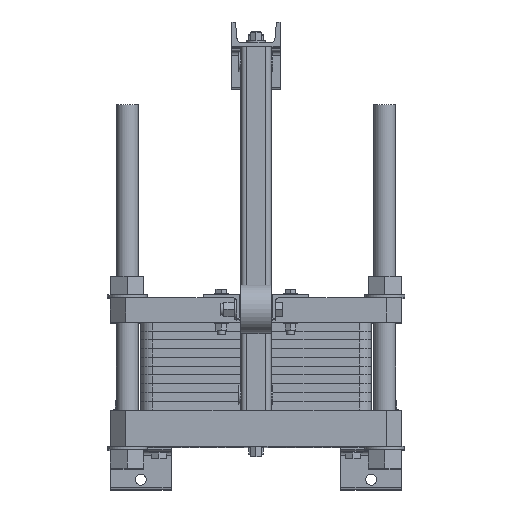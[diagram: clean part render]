
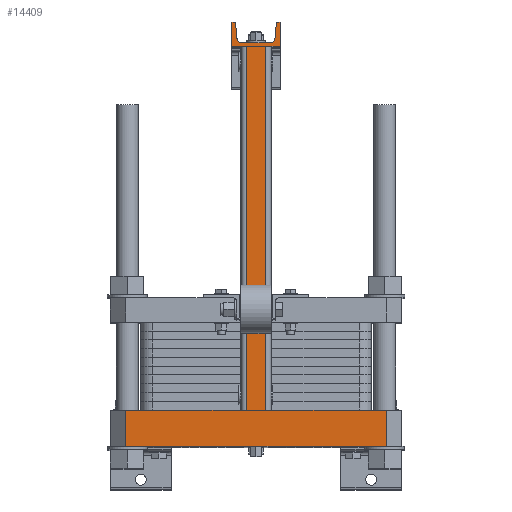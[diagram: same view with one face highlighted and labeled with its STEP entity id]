
A CAD part, top view. The second image highlights one B-rep face of the part: STEP entity #14409.
In plain terms, the highlighted planar face has unit normal (0, 0, 1).
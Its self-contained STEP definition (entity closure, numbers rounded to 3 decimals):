
#1658=FACE_OUTER_BOUND('',#2461,.T.);
#2461=EDGE_LOOP('',(#10640,#10641,#10642,#10643,#10644,#10645,#10646,#10647,
#10648,#10649,#10650,#10651,#10652,#10653,#10654,#10655,#10656,#10657,#10658,
#10659));
#3435=LINE('',#21107,#4977);
#3439=LINE('',#21114,#4981);
#3446=LINE('',#21138,#4988);
#3450=LINE('',#21150,#4992);
#3454=LINE('',#21162,#4996);
#3458=LINE('',#21182,#5000);
#3462=LINE('',#21194,#5004);
#3487=LINE('',#21260,#5029);
#3500=LINE('',#21292,#5042);
#3580=LINE('',#21609,#5122);
#3581=LINE('',#21629,#5123);
#3582=LINE('',#21631,#5124);
#3583=LINE('',#21633,#5125);
#3584=LINE('',#21635,#5126);
#3585=LINE('',#21637,#5127);
#3586=LINE('',#21638,#5128);
#4977=VECTOR('',#16636,10.);
#4981=VECTOR('',#16640,10.);
#4988=VECTOR('',#16657,10.);
#4992=VECTOR('',#16669,10.);
#4996=VECTOR('',#16681,10.);
#5000=VECTOR('',#16701,10.);
#5004=VECTOR('',#16713,10.);
#5029=VECTOR('',#16774,10.);
#5042=VECTOR('',#16811,10.);
#5122=VECTOR('',#17067,10.);
#5123=VECTOR('',#17072,1.);
#5124=VECTOR('',#17073,10.);
#5125=VECTOR('',#17074,10.);
#5126=VECTOR('',#17075,10.);
#5127=VECTOR('',#17076,10.);
#5128=VECTOR('',#17077,10.);
#6521=CIRCLE('',#15129,4.);
#6523=CIRCLE('',#15133,8.);
#6529=CIRCLE('',#15141,8.);
#6531=CIRCLE('',#15145,4.);
#7214=VERTEX_POINT('',#21091);
#7221=VERTEX_POINT('',#21104);
#7222=VERTEX_POINT('',#21106);
#7225=VERTEX_POINT('',#21112);
#7236=VERTEX_POINT('',#21135);
#7237=VERTEX_POINT('',#21137);
#7239=VERTEX_POINT('',#21143);
#7241=VERTEX_POINT('',#21149);
#7243=VERTEX_POINT('',#21155);
#7245=VERTEX_POINT('',#21161);
#7251=VERTEX_POINT('',#21175);
#7253=VERTEX_POINT('',#21181);
#7255=VERTEX_POINT('',#21187);
#7257=VERTEX_POINT('',#21193);
#7372=VERTEX_POINT('',#21608);
#7373=VERTEX_POINT('',#21628);
#7374=VERTEX_POINT('',#21630);
#7375=VERTEX_POINT('',#21632);
#7376=VERTEX_POINT('',#21634);
#7377=VERTEX_POINT('',#21636);
#8470=EDGE_CURVE('',#7222,#7221,#3435,.T.);
#8474=EDGE_CURVE('',#7214,#7225,#3439,.T.);
#8485=EDGE_CURVE('',#7237,#7236,#3446,.T.);
#8488=EDGE_CURVE('',#7239,#7237,#6521,.T.);
#8491=EDGE_CURVE('',#7241,#7239,#3450,.T.);
#8494=EDGE_CURVE('',#7243,#7241,#6523,.T.);
#8497=EDGE_CURVE('',#7245,#7243,#3454,.T.);
#8504=EDGE_CURVE('',#7251,#7245,#6529,.T.);
#8507=EDGE_CURVE('',#7253,#7251,#3458,.T.);
#8510=EDGE_CURVE('',#7255,#7253,#6531,.T.);
#8513=EDGE_CURVE('',#7257,#7255,#3462,.T.);
#8545=EDGE_CURVE('',#7236,#7222,#3487,.T.);
#8561=EDGE_CURVE('',#7225,#7257,#3500,.T.);
#8673=EDGE_CURVE('',#7372,#7214,#3580,.T.);
#8676=EDGE_CURVE('',#7221,#7373,#3581,.T.);
#8677=EDGE_CURVE('',#7373,#7374,#3582,.T.);
#8678=EDGE_CURVE('',#7374,#7375,#3583,.T.);
#8679=EDGE_CURVE('',#7376,#7375,#3584,.T.);
#8680=EDGE_CURVE('',#7377,#7376,#3585,.T.);
#8681=EDGE_CURVE('',#7377,#7372,#3586,.T.);
#10640=ORIENTED_EDGE('',*,*,#8676,.T.);
#10641=ORIENTED_EDGE('',*,*,#8677,.T.);
#10642=ORIENTED_EDGE('',*,*,#8678,.T.);
#10643=ORIENTED_EDGE('',*,*,#8679,.F.);
#10644=ORIENTED_EDGE('',*,*,#8680,.F.);
#10645=ORIENTED_EDGE('',*,*,#8681,.T.);
#10646=ORIENTED_EDGE('',*,*,#8673,.T.);
#10647=ORIENTED_EDGE('',*,*,#8474,.T.);
#10648=ORIENTED_EDGE('',*,*,#8561,.T.);
#10649=ORIENTED_EDGE('',*,*,#8513,.T.);
#10650=ORIENTED_EDGE('',*,*,#8510,.T.);
#10651=ORIENTED_EDGE('',*,*,#8507,.T.);
#10652=ORIENTED_EDGE('',*,*,#8504,.T.);
#10653=ORIENTED_EDGE('',*,*,#8497,.T.);
#10654=ORIENTED_EDGE('',*,*,#8494,.T.);
#10655=ORIENTED_EDGE('',*,*,#8491,.T.);
#10656=ORIENTED_EDGE('',*,*,#8488,.T.);
#10657=ORIENTED_EDGE('',*,*,#8485,.T.);
#10658=ORIENTED_EDGE('',*,*,#8545,.T.);
#10659=ORIENTED_EDGE('',*,*,#8470,.T.);
#13829=PLANE('',#15266);
#14409=ADVANCED_FACE('',(#1658),#13829,.T.);
#15129=AXIS2_PLACEMENT_3D('',#21144,#16663,#16664);
#15133=AXIS2_PLACEMENT_3D('',#21156,#16675,#16676);
#15141=AXIS2_PLACEMENT_3D('',#21176,#16695,#16696);
#15145=AXIS2_PLACEMENT_3D('',#21188,#16707,#16708);
#15266=AXIS2_PLACEMENT_3D('',#21627,#17070,#17071);
#16636=DIRECTION('',(1.,0.,0.));
#16640=DIRECTION('',(1.,0.,0.));
#16657=DIRECTION('',(-1.,0.,0.));
#16663=DIRECTION('center_axis',(0.,0.,1.));
#16664=DIRECTION('ref_axis',(0.996,0.091,0.));
#16669=DIRECTION('',(-0.091,0.996,0.));
#16675=DIRECTION('center_axis',(0.,0.,-1.));
#16676=DIRECTION('ref_axis',(0.996,0.091,0.));
#16681=DIRECTION('',(-1.,0.,0.));
#16695=DIRECTION('center_axis',(0.,0.,-1.));
#16696=DIRECTION('ref_axis',(0.,1.,0.));
#16701=DIRECTION('',(-0.091,-0.996,0.));
#16707=DIRECTION('center_axis',(0.,0.,1.));
#16708=DIRECTION('ref_axis',(0.,1.,0.));
#16713=DIRECTION('',(-1.,0.,0.));
#16774=DIRECTION('',(0.,-1.,0.));
#16811=DIRECTION('',(0.,1.,0.));
#17067=DIRECTION('',(0.,1.,0.));
#17070=DIRECTION('center_axis',(0.,0.,
1.));
#17071=DIRECTION('ref_axis',(-1.,0.,0.));
#17072=DIRECTION('',(0.,-1.,0.));
#17073=DIRECTION('',(-1.,0.,0.));
#17074=DIRECTION('',(0.,-1.,0.));
#17075=DIRECTION('',(-1.,0.,0.));
#17076=DIRECTION('',(0.,-1.,0.));
#17077=DIRECTION('',(-1.,0.,0.));
#21091=CARTESIAN_POINT('',(16.2,600.,1111.));
#21104=CARTESIAN_POINT('',(-16.2,600.,1111.));
#21106=CARTESIAN_POINT('',(-40.,600.,1111.));
#21107=CARTESIAN_POINT('',(-40.,600.,1111.));
#21112=CARTESIAN_POINT('',(40.,600.,1111.));
#21114=CARTESIAN_POINT('',(-40.,600.,1111.));
#21135=CARTESIAN_POINT('',(-40.,640.,1111.));
#21137=CARTESIAN_POINT('',(-37.45,640.,1111.));
#21138=CARTESIAN_POINT('',(-37.45,640.,1111.));
#21143=CARTESIAN_POINT('',(-33.466,636.366,1111.));
#21144=CARTESIAN_POINT('Origin',(-37.45,636.,1111.));
#21149=CARTESIAN_POINT('',(-31.347,613.269,1111.));
#21150=CARTESIAN_POINT('',(-31.347,613.269,1111.));
#21155=CARTESIAN_POINT('',(-23.381,606.,1111.));
#21156=CARTESIAN_POINT('Origin',(-23.381,614.,1111.));
#21161=CARTESIAN_POINT('',(23.381,606.,1111.));
#21162=CARTESIAN_POINT('',(23.381,606.,1111.));
#21175=CARTESIAN_POINT('',(31.347,613.269,1111.));
#21176=CARTESIAN_POINT('Origin',(23.381,614.,1111.));
#21181=CARTESIAN_POINT('',(33.466,636.366,1111.));
#21182=CARTESIAN_POINT('',(33.466,636.366,1111.));
#21187=CARTESIAN_POINT('',(37.45,640.,1111.));
#21188=CARTESIAN_POINT('Origin',(37.45,636.,1111.));
#21193=CARTESIAN_POINT('',(40.,640.,1111.));
#21194=CARTESIAN_POINT('',(40.,640.,1111.));
#21260=CARTESIAN_POINT('',(-40.,640.,1111.));
#21292=CARTESIAN_POINT('',(40.,600.,1111.));
#21608=CARTESIAN_POINT('',(16.2,0.,1111.));
#21609=CARTESIAN_POINT('',(16.2,0.,1111.));
#21627=CARTESIAN_POINT('Origin',(215.,0.,
1111.));
#21628=CARTESIAN_POINT('',(-16.2,0.,1111.));
#21629=CARTESIAN_POINT('',(-16.2,766.,1111.));
#21630=CARTESIAN_POINT('',(-215.,0.,1111.));
#21631=CARTESIAN_POINT('',(215.,0.,1111.));
#21632=CARTESIAN_POINT('',(-215.,-60.,1111.));
#21633=CARTESIAN_POINT('',(-215.,0.,1111.));
#21634=CARTESIAN_POINT('',(215.,-60.,1111.));
#21635=CARTESIAN_POINT('',(215.,-60.,1111.));
#21636=CARTESIAN_POINT('',(215.,0.,1111.));
#21637=CARTESIAN_POINT('',(215.,0.,1111.));
#21638=CARTESIAN_POINT('',(215.,0.,1111.));
